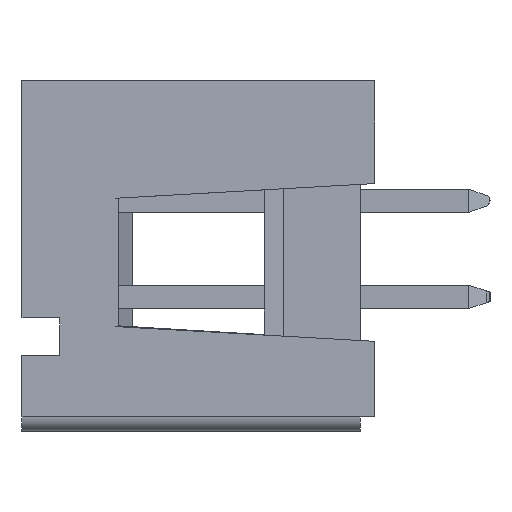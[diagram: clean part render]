
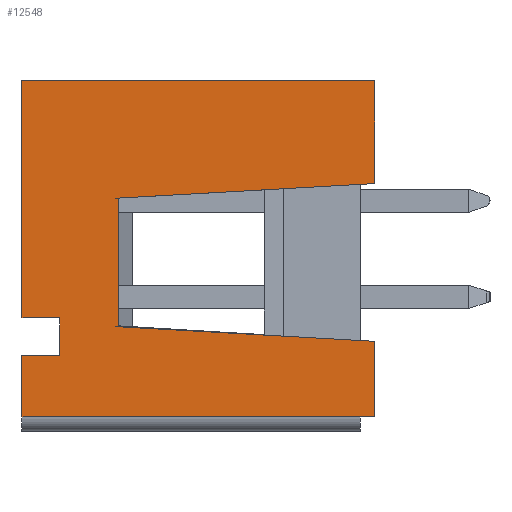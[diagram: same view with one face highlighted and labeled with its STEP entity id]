
A CAD part, left-side view. The second image highlights one B-rep face of the part: STEP entity #12548.
In plain terms, the highlighted planar face has unit normal (-1, 0, 0).
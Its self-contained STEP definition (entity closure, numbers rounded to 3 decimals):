
#34=DIRECTION('',(0.,-1.,0.));
#35=VECTOR('',#34,9.32);
#36=CARTESIAN_POINT('',(2.54,9.32,0.));
#37=LINE('28',#36,#35);
#4684=DIRECTION('',(0.,0.998,-0.057));
#4685=VECTOR('',#4684,6.781);
#4686=CARTESIAN_POINT('',(2.54,0.,6.17));
#4687=LINE('402',#4686,#4685);
#4688=DIRECTION('',(0.,0.,-1.));
#4689=VECTOR('',#4688,3.4);
#4690=CARTESIAN_POINT('',(2.54,6.77,5.785));
#4691=LINE('403',#4690,#4689);
#4692=DIRECTION('',(0.,-0.998,-0.057));
#4693=VECTOR('',#4692,6.781);
#4694=CARTESIAN_POINT('',(2.54,6.77,2.385));
#4695=LINE('404',#4694,#4693);
#4696=DIRECTION('',(0.,0.,1.));
#4697=VECTOR('',#4696,1.62);
#4698=CARTESIAN_POINT('',(2.54,9.32,0.));
#4699=LINE('239',#4698,#4697);
#4700=DIRECTION('',(0.,-1.,0.));
#4701=VECTOR('',#4700,1.);
#4702=CARTESIAN_POINT('',(2.54,9.32,1.62));
#4703=LINE('223',#4702,#4701);
#4704=DIRECTION('',(0.,0.,1.));
#4705=VECTOR('',#4704,1.);
#4706=CARTESIAN_POINT('',(2.54,8.32,1.62));
#4707=LINE('224',#4706,#4705);
#4708=DIRECTION('',(0.,-1.,0.));
#4709=VECTOR('',#4708,1.);
#4710=CARTESIAN_POINT('',(2.54,9.32,2.62));
#4711=LINE('225',#4710,#4709);
#4712=DIRECTION('',(0.,0.,1.));
#4713=VECTOR('',#4712,6.27);
#4714=CARTESIAN_POINT('',(2.54,9.32,2.62));
#4715=LINE('240',#4714,#4713);
#4960=DIRECTION('',(0.,-1.,0.));
#4961=VECTOR('',#4960,9.32);
#4962=CARTESIAN_POINT('',(2.54,9.32,8.89));
#4963=LINE('37',#4962,#4961);
#5116=DIRECTION('',(0.,0.,1.));
#5117=VECTOR('',#5116,2.72);
#5118=CARTESIAN_POINT('',(2.54,0.,6.17));
#5119=LINE('300',#5118,#5117);
#5124=DIRECTION('',(0.,0.,1.));
#5125=VECTOR('',#5124,2.);
#5126=CARTESIAN_POINT('',(2.54,0.,0.));
#5127=LINE('299',#5126,#5125);
#5381=CARTESIAN_POINT('',(2.54,9.32,0.));
#5382=CARTESIAN_POINT('',(2.54,0.,0.));
#5383=VERTEX_POINT('',#5381);
#5384=VERTEX_POINT('',#5382);
#5397=CARTESIAN_POINT('',(2.54,9.32,8.89));
#5398=CARTESIAN_POINT('',(2.54,0.,8.89));
#5399=VERTEX_POINT('',#5397);
#5400=VERTEX_POINT('',#5398);
#5477=CARTESIAN_POINT('',(2.54,9.32,1.62));
#5478=CARTESIAN_POINT('',(2.54,8.32,1.62));
#5479=VERTEX_POINT('',#5477);
#5480=VERTEX_POINT('',#5478);
#5481=CARTESIAN_POINT('',(2.54,8.32,2.62));
#5482=VERTEX_POINT('',#5481);
#5483=CARTESIAN_POINT('',(2.54,9.32,2.62));
#5484=VERTEX_POINT('',#5483);
#5509=CARTESIAN_POINT('',(2.54,0.,6.17));
#5511=VERTEX_POINT('',#5509);
#5513=CARTESIAN_POINT('',(2.54,0.,2.));
#5515=VERTEX_POINT('',#5513);
#5531=CARTESIAN_POINT('',(2.54,6.77,5.785));
#5532=VERTEX_POINT('',#5531);
#5533=CARTESIAN_POINT('',(2.54,6.77,2.385));
#5534=VERTEX_POINT('',#5533);
#12521=CARTESIAN_POINT('',(2.54,9.32,0.));
#12522=DIRECTION('',(-1.,0.,0.));
#12523=DIRECTION('',(0.,-1.,0.));
#12524=AXIS2_PLACEMENT_3D('',#12521,#12522,#12523);
#12525=PLANE('45',#12524);
#12526=ORIENTED_EDGE('402',*,*,#12505,.T.);
#12528=ORIENTED_EDGE('403',*,*,#12527,.T.);
#12530=ORIENTED_EDGE('404',*,*,#12529,.T.);
#12532=ORIENTED_EDGE('299',*,*,#12531,.F.);
#12533=ORIENTED_EDGE('28',*,*,#6764,.F.);
#12534=ORIENTED_EDGE('239',*,*,#6849,.T.);
#12536=ORIENTED_EDGE('223',*,*,#12535,.T.);
#12538=ORIENTED_EDGE('224',*,*,#12537,.T.);
#12540=ORIENTED_EDGE('225',*,*,#12539,.F.);
#12541=ORIENTED_EDGE('240',*,*,#6947,.T.);
#12543=ORIENTED_EDGE('37',*,*,#12542,.T.);
#12545=ORIENTED_EDGE('300',*,*,#12544,.F.);
#12546=EDGE_LOOP('45',(#12526,#12528,#12530,#12532,#12533,#12534,#12536,#12538,
#12540,#12541,#12543,#12545));
#12547=FACE_OUTER_BOUND('45',#12546,.F.);
#12548=ADVANCED_FACE('45',(#12547),#12525,.T.);
#6764=EDGE_CURVE('28',#5383,#5384,#37,.T.);
#6849=EDGE_CURVE('239',#5383,#5479,#4699,.T.);
#6947=EDGE_CURVE('240',#5484,#5399,#4715,.T.);
#12505=EDGE_CURVE('402',#5511,#5532,#4687,.T.);
#12527=EDGE_CURVE('403',#5532,#5534,#4691,.T.);
#12529=EDGE_CURVE('404',#5534,#5515,#4695,.T.);
#12531=EDGE_CURVE('299',#5384,#5515,#5127,.T.);
#12535=EDGE_CURVE('223',#5479,#5480,#4703,.T.);
#12537=EDGE_CURVE('224',#5480,#5482,#4707,.T.);
#12539=EDGE_CURVE('225',#5484,#5482,#4711,.T.);
#12542=EDGE_CURVE('37',#5399,#5400,#4963,.T.);
#12544=EDGE_CURVE('300',#5511,#5400,#5119,.T.);
